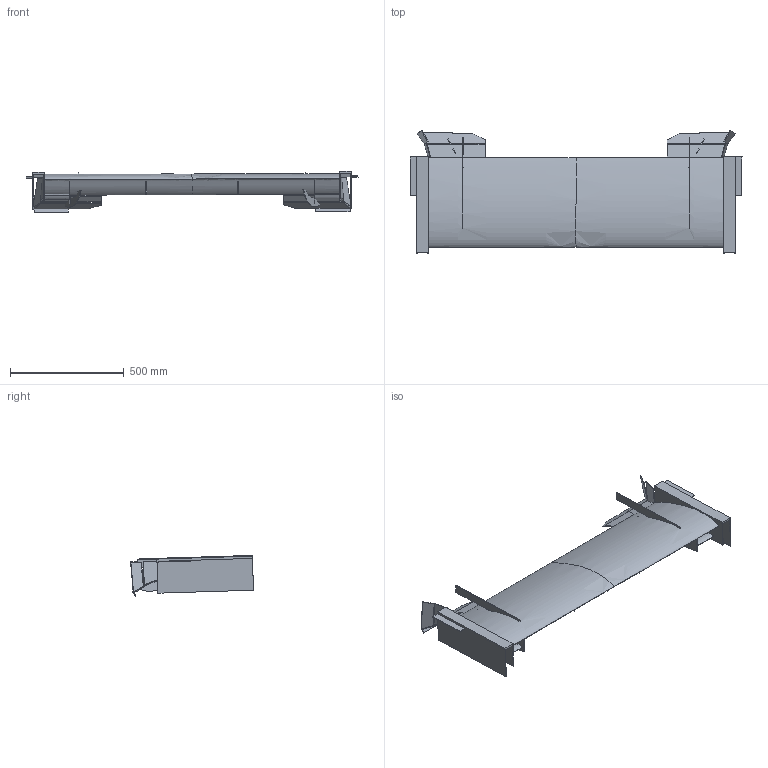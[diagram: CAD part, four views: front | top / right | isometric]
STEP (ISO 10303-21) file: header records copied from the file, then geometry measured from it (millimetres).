
FILE_DESCRIPTION(('CATIA V5 STEP Exchange'),'2;1');
FILE_NAME('frontwing.stp','2018-11-26T04:37:56+00:00',('none'),('none'),'CATIA Version 5 Release 17 (IN-10)','CATIA V5 STEP AP203','none');
FILE_SCHEMA(('CONFIG_CONTROL_DESIGN'));
Length unit declared in the file: millimetre
Products named in the file (1): frontwing
Assembly tree (12 placements, depth 2):
  frontwing
    #56
    #2810
    #3244
    #6646
    #7576
    #9683
    #10838
    #11768
    #13875
    #15030
    #15464
    #18866
Bounding box: 1460.02 x 540.39 x 181.31 mm (x, y, z)
Volume: 14691113 mm3; surface area: 2010591.1 mm2
Topology: 16 solids, 16 shells, 168 faces, 392 edges, 260 vertices
Faces by surface type: plane 142, bspline 16, cylinder 10
Entity records: 21587 total; most frequent: CARTESIAN_POINT 17692, ORIENTED_EDGE 784, DIRECTION 652, EDGE_CURVE 392, VECTOR 312, LINE 312, VERTEX_POINT 260, AXIS2_PLACEMENT_3D 176
